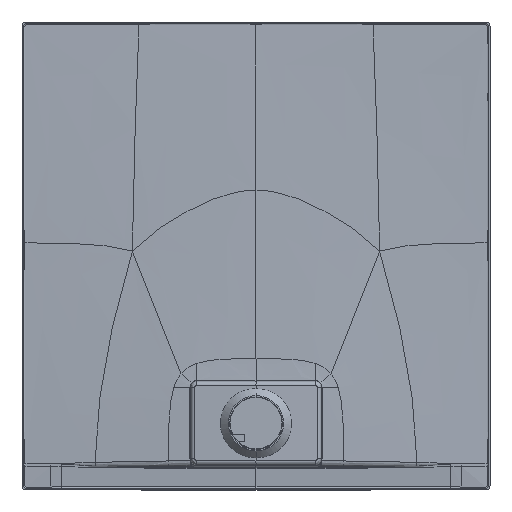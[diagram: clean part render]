
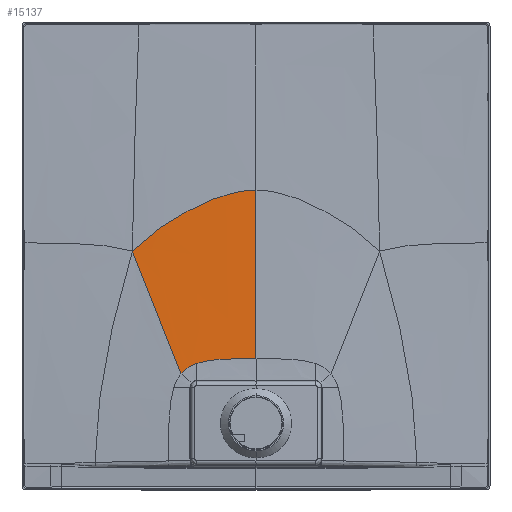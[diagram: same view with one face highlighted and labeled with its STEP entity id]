
A CAD part, front view. The second image highlights one B-rep face of the part: STEP entity #15137.
In plain terms, the highlighted free-form (B-spline) face has degree [3, 3] with [9, 8] control points.
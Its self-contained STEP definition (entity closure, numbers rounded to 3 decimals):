
#4476=CARTESIAN_POINT('',(0.,-9.449,
512.567));
#4525=DIRECTION('',(0.,-0.022,-1.));
#4526=VECTOR('',#4525,287.572);
#4527=CARTESIAN_POINT('',(0.,-9.449,
512.567));
#4528=LINE('',#4527,#4526);
#4529=CARTESIAN_POINT('',(0.,-15.899,
225.067));
#4530=CARTESIAN_POINT('',(-17.759,-15.899,
225.067));
#4531=CARTESIAN_POINT('',(-49.086,-15.899,
224.72));
#4532=CARTESIAN_POINT('',(-80.508,-15.899,
221.85));
#4533=CARTESIAN_POINT('',(-95.734,-15.899,
218.102));
#4534=CARTESIAN_POINT('',(-101.029,-15.899,
216.296));
#4536=CARTESIAN_POINT('',(-101.029,-15.899,
216.296));
#4537=CARTESIAN_POINT('',(-104.196,-15.899,
215.216));
#4538=CARTESIAN_POINT('',(-111.122,-15.898,
212.39));
#4539=CARTESIAN_POINT('',(-120.387,-15.898,
206.706));
#4540=CARTESIAN_POINT('',(-125.902,-15.897,
201.389));
#4541=CARTESIAN_POINT('',(-128.382,-15.897,
198.399));
#4543=CARTESIAN_POINT('',(-211.392,-8.159,
408.37));
#4544=CARTESIAN_POINT('',(-202.479,-8.268,
417.192));
#4545=CARTESIAN_POINT('',(-184.508,-8.46,
433.133));
#4546=CARTESIAN_POINT('',(-148.52,-8.76,
459.335));
#4547=CARTESIAN_POINT('',(-104.09,-9.056,
484.74));
#4548=CARTESIAN_POINT('',(-51.773,-9.356,
506.64));
#4549=CARTESIAN_POINT('',(-17.226,-9.449,
512.567));
#4550=CARTESIAN_POINT('',(0.,-9.449,
512.567));
#4771=CARTESIAN_POINT('',(-211.392,-8.159,
408.37));
#4772=CARTESIAN_POINT('',(-208.554,-8.335,
401.908));
#4773=CARTESIAN_POINT('',(-203.029,-8.694,
389.255));
#4774=CARTESIAN_POINT('',(-192.695,-9.422,
365.186));
#4775=CARTESIAN_POINT('',(-176.667,-10.709,
326.568));
#4776=CARTESIAN_POINT('',(-159.619,-12.449,
281.144));
#4777=CARTESIAN_POINT('',(-143.748,-14.262,
236.256));
#4778=CARTESIAN_POINT('',(-133.597,-15.359,
210.373));
#4779=CARTESIAN_POINT('',(-128.382,-15.897,
198.399));
#5930=VERTEX_POINT('',#4476);
#5932=VERTEX_POINT('',#4543);
#5934=CARTESIAN_POINT('',(0.,-15.899,
225.067));
#5935=VERTEX_POINT('',#5934);
#5936=VERTEX_POINT('',#4534);
#5937=VERTEX_POINT('',#4541);
#15053=CARTESIAN_POINT('',(1.332,-15.965,
222.121));
#15054=CARTESIAN_POINT('',(-16.977,-15.965,
222.127));
#15055=CARTESIAN_POINT('',(-48.747,-15.965,
221.903));
#15056=CARTESIAN_POINT('',(-84.797,-15.964,
218.99));
#15057=CARTESIAN_POINT('',(-106.548,-15.962,
212.945));
#15058=CARTESIAN_POINT('',(-120.09,-15.962,
204.875));
#15059=CARTESIAN_POINT('',(-125.65,-15.963,
199.514));
#15060=CARTESIAN_POINT('',(-128.202,-15.963,
196.371));
#15061=CARTESIAN_POINT('',(1.332,-15.406,
247.06));
#15062=CARTESIAN_POINT('',(-16.974,-15.406,
247.089));
#15063=CARTESIAN_POINT('',(-49.093,-15.408,
245.984));
#15064=CARTESIAN_POINT('',(-86.407,-15.417,
239.733));
#15065=CARTESIAN_POINT('',(-109.565,-15.422,
230.145));
#15066=CARTESIAN_POINT('',(-124.433,-15.417,
219.23));
#15067=CARTESIAN_POINT('',(-130.749,-15.409,
212.474));
#15068=CARTESIAN_POINT('',(-133.717,-15.403,
208.627));
#15069=CARTESIAN_POINT('',(1.324,-14.309,
295.958));
#15070=CARTESIAN_POINT('',(-16.858,-14.309,
296.031));
#15071=CARTESIAN_POINT('',(-49.474,-14.314,
293.201));
#15072=CARTESIAN_POINT('',(-89.138,-14.337,
280.631));
#15073=CARTESIAN_POINT('',(-115.048,-14.349,
264.677));
#15074=CARTESIAN_POINT('',(-132.562,-14.329,
248.882));
#15075=CARTESIAN_POINT('',(-140.404,-14.302,
239.779));
#15076=CARTESIAN_POINT('',(-144.219,-14.284,
234.742));
#15077=CARTESIAN_POINT('',(1.29,-12.674,
368.813));
#15078=CARTESIAN_POINT('',(-16.411,-12.674,
368.944));
#15079=CARTESIAN_POINT('',(-49.316,-12.671,
363.87));
#15080=CARTESIAN_POINT('',(-92.361,-12.666,
343.471));
#15081=CARTESIAN_POINT('',(-122.812,-12.64,
320.03));
#15082=CARTESIAN_POINT('',(-144.857,-12.559,
298.512));
#15083=CARTESIAN_POINT('',(-155.311,-12.487,
286.535));
#15084=CARTESIAN_POINT('',(-160.564,-12.441,
279.968));
#15085=CARTESIAN_POINT('',(1.263,-11.33,
428.707));
#15086=CARTESIAN_POINT('',(-16.057,-11.331,
428.866));
#15087=CARTESIAN_POINT('',(-49.236,-11.3,
422.721));
#15088=CARTESIAN_POINT('',(-95.508,-11.204,
398.878));
#15089=CARTESIAN_POINT('',(-130.748,-11.081,
372.068));
#15090=CARTESIAN_POINT('',(-157.782,-10.904,
347.174));
#15091=CARTESIAN_POINT('',(-171.096,-10.774,
333.025));
#15092=CARTESIAN_POINT('',(-177.889,-10.695,
325.161));
#15093=CARTESIAN_POINT('',(1.265,-10.39,
470.634));
#15094=CARTESIAN_POINT('',(-16.075,-10.391,
470.795));
#15095=CARTESIAN_POINT('',(-49.913,-10.331,
464.562));
#15096=CARTESIAN_POINT('',(-99.131,-10.136,
440.795));
#15097=CARTESIAN_POINT('',(-138.664,-9.925,
413.935));
#15098=CARTESIAN_POINT('',(-170.209,-9.675,
387.802));
#15099=CARTESIAN_POINT('',(-186.045,-9.506,
372.355));
#15100=CARTESIAN_POINT('',(-194.152,-9.404,
363.626));
#15101=CARTESIAN_POINT('',(1.275,-9.838,
495.229));
#15102=CARTESIAN_POINT('',(-16.202,-9.84,
495.386));
#15103=CARTESIAN_POINT('',(-50.629,-9.761,
489.294));
#15104=CARTESIAN_POINT('',(-101.831,-9.503,
466.294));
#15105=CARTESIAN_POINT('',(-144.156,-9.241,
440.084));
#15106=CARTESIAN_POINT('',(-178.587,-8.955,
413.566));
#15107=CARTESIAN_POINT('',(-195.998,-8.766,
397.448));
#15108=CARTESIAN_POINT('',(-204.905,-8.654,
388.251));
#15109=CARTESIAN_POINT('',(1.284,-9.555,
507.845));
#15110=CARTESIAN_POINT('',(-16.313,-9.557,
507.998));
#15111=CARTESIAN_POINT('',(-51.125,-9.468,
502.043));
#15112=CARTESIAN_POINT('',(-103.44,-9.177,
479.68));
#15113=CARTESIAN_POINT('',(-147.286,-8.89,
454.027));
#15114=CARTESIAN_POINT('',(-183.263,-8.59,
427.423));
#15115=CARTESIAN_POINT('',(-201.498,-8.393,
410.992));
#15116=CARTESIAN_POINT('',(-210.817,-8.276,
401.571));
#15117=CARTESIAN_POINT('',(1.29,-9.406,
514.47));
#15118=CARTESIAN_POINT('',(-16.385,-9.409,
514.622));
#15119=CARTESIAN_POINT('',(-51.423,-9.314,
508.755));
#15120=CARTESIAN_POINT('',(-104.35,-9.007,
486.785));
#15121=CARTESIAN_POINT('',(-149.016,-8.708,
461.478));
#15122=CARTESIAN_POINT('',(-185.814,-8.4,
434.851));
#15123=CARTESIAN_POINT('',(-204.48,-8.2,
418.264));
#15124=CARTESIAN_POINT('',(-214.013,-8.081,
408.732));
#15125=B_SPLINE_SURFACE_WITH_KNOTS('',3,3,((#15053,#15054,#15055,#15056,#15057,
#15058,#15059,#15060),(#15061,#15062,#15063,#15064,#15065,#15066,#15067,#15068),
(#15069,#15070,#15071,#15072,#15073,#15074,#15075,#15076),(#15077,#15078,#15079,
#15080,#15081,#15082,#15083,#15084),(#15085,#15086,#15087,#15088,#15089,#15090,
#15091,#15092),(#15093,#15094,#15095,#15096,#15097,#15098,#15099,#15100),
(#15101,#15102,#15103,#15104,#15105,#15106,#15107,#15108),(#15109,#15110,#15111,
#15112,#15113,#15114,#15115,#15116),(#15117,#15118,#15119,#15120,#15121,#15122,
#15123,#15124)),.UNSPECIFIED.,.F.,.F.,.F.,(4,1,1,1,1,1,4),(4,1,1,1,1,4),(
-0.005,0.125,0.25,0.375,0.438,0.469,0.503),
(-0.003,0.125,0.25,0.375,0.438,0.504),
.UNSPECIFIED.);
#15127=ORIENTED_EDGE('',*,*,#15126,.T.);
#15129=ORIENTED_EDGE('',*,*,#15128,.T.);
#15131=ORIENTED_EDGE('',*,*,#15130,.T.);
#15133=ORIENTED_EDGE('',*,*,#15132,.F.);
#15134=ORIENTED_EDGE('',*,*,#15044,.T.);
#15135=EDGE_LOOP('',(#15127,#15129,#15131,#15133,#15134));
#15136=FACE_OUTER_BOUND('',#15135,.F.);
#15137=ADVANCED_FACE('',(#15136),#15125,.T.);
#4535=B_SPLINE_CURVE_WITH_KNOTS('',3,(#4529,#4530,#4531,#4532,#4533,#4534),
.UNSPECIFIED.,.F.,.F.,(4,1,1,4),(0.,0.381,0.762,1.),
.UNSPECIFIED.);
#4542=B_SPLINE_CURVE_WITH_KNOTS('',3,(#4536,#4537,#4538,#4539,#4540,#4541),
.UNSPECIFIED.,.F.,.F.,(4,1,1,4),(0.,0.272,0.636,1.),
.UNSPECIFIED.);
#4551=B_SPLINE_CURVE_WITH_KNOTS('',3,(#4543,#4544,#4545,#4546,#4547,#4548,#4549,
#4550),.UNSPECIFIED.,.F.,.F.,(4,1,1,1,1,4),(0.,0.125,
0.25,0.5,0.75,1.),.UNSPECIFIED.);
#4780=B_SPLINE_CURVE_WITH_KNOTS('',3,(#4771,#4772,#4773,#4774,#4775,#4776,#4777,
#4778,#4779),.UNSPECIFIED.,.F.,.F.,(4,1,1,1,1,1,4),(0.,0.062,
0.125,0.25,0.5,0.75,1.),
.UNSPECIFIED.);
#15044=EDGE_CURVE('',#5932,#5930,#4551,.T.);
#15126=EDGE_CURVE('',#5930,#5935,#4528,.T.);
#15128=EDGE_CURVE('',#5935,#5936,#4535,.T.);
#15130=EDGE_CURVE('',#5936,#5937,#4542,.T.);
#15132=EDGE_CURVE('',#5932,#5937,#4780,.T.);
